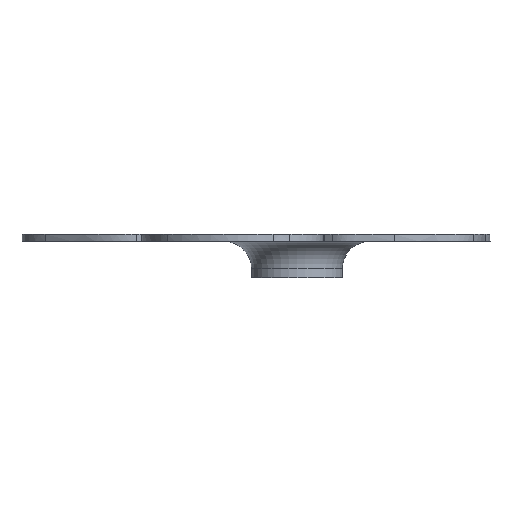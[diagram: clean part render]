
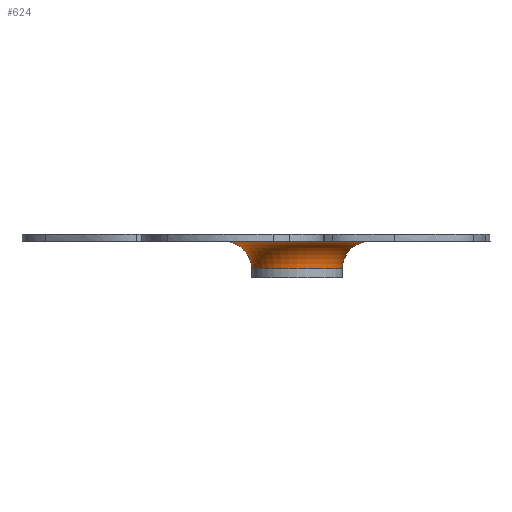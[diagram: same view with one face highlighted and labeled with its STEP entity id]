
A CAD part, left-side view. The second image highlights one B-rep face of the part: STEP entity #624.
In plain terms, the highlighted toroidal (fillet/blend) face has major radius 4 mm and minor radius 1.5 mm.
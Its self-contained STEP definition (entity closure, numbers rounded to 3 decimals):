
#43=TOROIDAL_SURFACE('',#676,4.,1.5);
#51=CIRCLE('',#677,2.5);
#52=CIRCLE('',#678,1.5);
#53=CIRCLE('',#679,4.);
#57=FACE_OUTER_BOUND('',#94,.T.);
#94=EDGE_LOOP('',(#456,#457,#458,#459));
#290=VERTEX_POINT('',#905);
#291=VERTEX_POINT('',#907);
#356=EDGE_CURVE('',#290,#290,#51,.T.);
#357=EDGE_CURVE('',#290,#291,#52,.T.);
#358=EDGE_CURVE('',#291,#291,#53,.T.);
#456=ORIENTED_EDGE('',*,*,#356,.T.);
#457=ORIENTED_EDGE('',*,*,#357,.T.);
#458=ORIENTED_EDGE('',*,*,#358,.T.);
#459=ORIENTED_EDGE('',*,*,#357,.F.);
#624=ADVANCED_FACE('',(#57),#43,.F.);
#676=AXIS2_PLACEMENT_3D('',#904,#699,#700);
#677=AXIS2_PLACEMENT_3D('',#906,#701,#702);
#678=AXIS2_PLACEMENT_3D('',#908,#703,#704);
#679=AXIS2_PLACEMENT_3D('',#909,#705,#706);
#699=DIRECTION('center_axis',(0.,0.,1.));
#700=DIRECTION('ref_axis',(1.,0.,0.));
#701=DIRECTION('center_axis',(0.,0.,1.));
#702=DIRECTION('ref_axis',(1.,0.,0.));
#703=DIRECTION('center_axis',(0.,-1.,0.));
#704=DIRECTION('ref_axis',(-1.,0.,0.));
#705=DIRECTION('center_axis',(0.,0.,-1.));
#706=DIRECTION('ref_axis',(1.,0.,0.));
#904=CARTESIAN_POINT('Origin',(0.,0.,-1.5));
#905=CARTESIAN_POINT('',(-2.5,0.,-1.5));
#906=CARTESIAN_POINT('Origin',(0.,0.,-1.5));
#907=CARTESIAN_POINT('',(-4.,0.,0.));
#908=CARTESIAN_POINT('Origin',(-4.,0.,-1.5));
#909=CARTESIAN_POINT('Origin',(0.,0.,0.));
